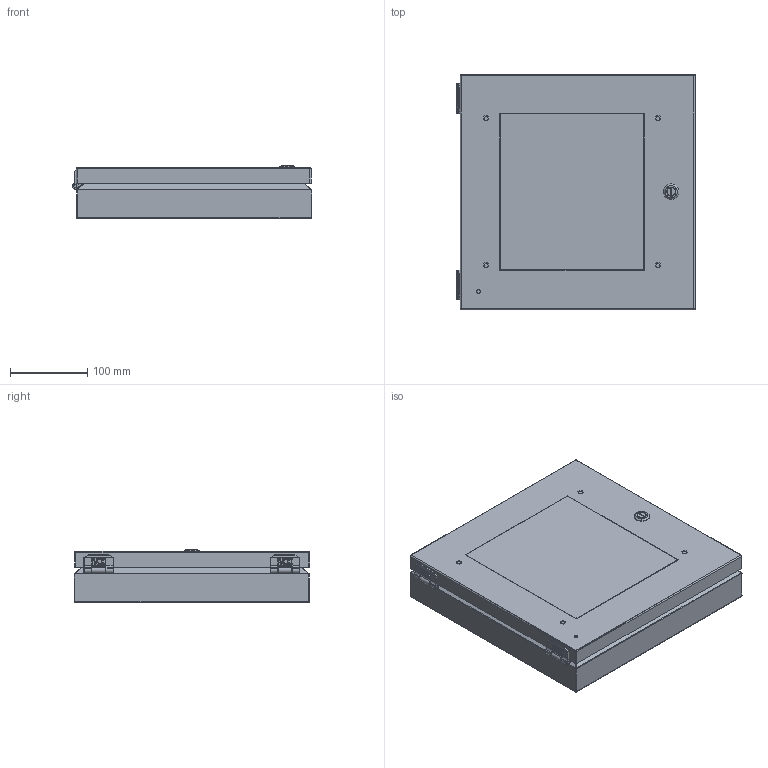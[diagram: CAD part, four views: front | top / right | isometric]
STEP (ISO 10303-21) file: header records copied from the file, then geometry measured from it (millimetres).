
FILE_DESCRIPTION (( 'STEP AP214' ), '1' );
FILE_NAME ('SCE-HWK1212LG.STEP', '2023-08-16T19:23:13', ( '' ), ( '' ), 'SwSTEP 2.0', 'SolidWorks 2021', '' );
FILE_SCHEMA (( 'AUTOMOTIVE_DESIGN' ));
Length unit declared in the file: inch
Products named in the file (1): SCE-HWK1212LG
Bounding box: 310.4 x 305.56 x 69.4 mm (x, y, z)
Volume: 618457.6 mm3; surface area: 520251.2 mm2
Topology: 25 solids, 27 shells, 938 faces, 2242 edges, 1359 vertices
Faces by surface type: plane 361, cylinder 353, torus 96, bspline 80, cone 32, sphere 16
Full cylindrical faces by diameter (mm): 4.981 x1, 5.08 x1, 5.42 x4, 5.54 x4, 7.874 x1, 8.89 x1, 11.684 x1
Entity records: 39834 total; most frequent: CARTESIAN_POINT 18269, DIRECTION 4420, ORIENTED_EDGE 4380, EDGE_CURVE 2190, AXIS2_PLACEMENT_3D 1653, VERTEX_POINT 1356, VECTOR 1114, LINE 1114
